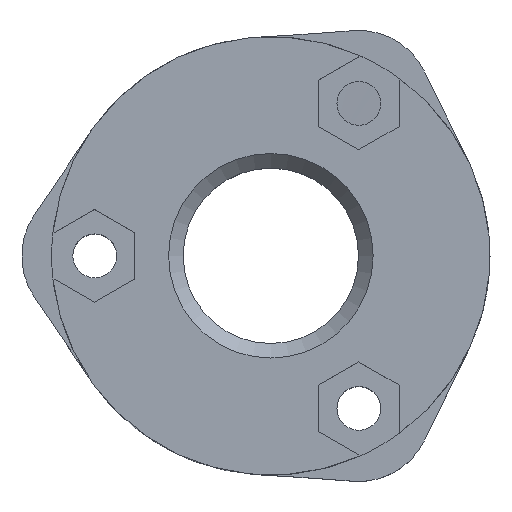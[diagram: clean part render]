
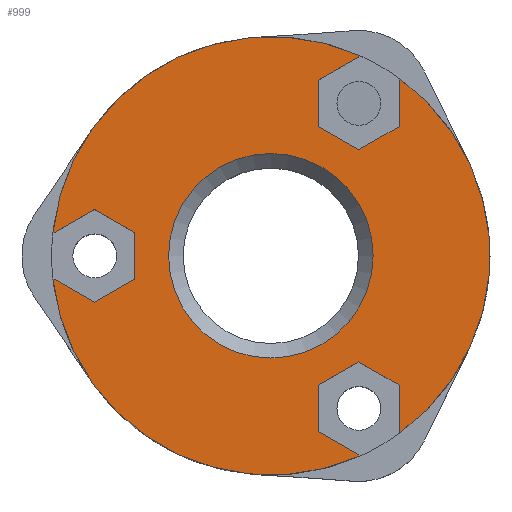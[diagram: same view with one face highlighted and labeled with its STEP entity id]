
A CAD part, top view. The second image highlights one B-rep face of the part: STEP entity #999.
In plain terms, the highlighted planar face has unit normal (0, 0, 1).
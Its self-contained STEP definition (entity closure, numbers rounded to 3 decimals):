
#19=FACE_BOUND('',#137,.T.);
#28=PLANE('',#1071);
#81=FACE_OUTER_BOUND('',#136,.T.);
#136=EDGE_LOOP('',(#697,#698,#699,#700,#701,#702,#703,#704,#705,#706,#707,
#708,#709,#710,#711,#712,#713,#714,#715,#716,#717,#718,#719,#720));
#137=EDGE_LOOP('',(#721));
#200=LINE('',#1509,#291);
#201=LINE('',#1511,#292);
#202=LINE('',#1513,#293);
#203=LINE('',#1515,#294);
#204=LINE('',#1517,#295);
#205=LINE('',#1519,#296);
#206=LINE('',#1521,#297);
#207=LINE('',#1525,#298);
#208=LINE('',#1527,#299);
#209=LINE('',#1529,#300);
#210=LINE('',#1531,#301);
#211=LINE('',#1533,#302);
#212=LINE('',#1535,#303);
#213=LINE('',#1537,#304);
#214=LINE('',#1541,#305);
#215=LINE('',#1543,#306);
#216=LINE('',#1545,#307);
#217=LINE('',#1547,#308);
#218=LINE('',#1549,#309);
#219=LINE('',#1551,#310);
#220=LINE('',#1553,#311);
#291=VECTOR('',#1194,10.);
#292=VECTOR('',#1195,10.);
#293=VECTOR('',#1196,10.);
#294=VECTOR('',#1197,10.);
#295=VECTOR('',#1198,10.);
#296=VECTOR('',#1199,10.);
#297=VECTOR('',#1200,10.);
#298=VECTOR('',#1203,10.);
#299=VECTOR('',#1204,10.);
#300=VECTOR('',#1205,10.);
#301=VECTOR('',#1206,10.);
#302=VECTOR('',#1207,10.);
#303=VECTOR('',#1208,10.);
#304=VECTOR('',#1209,10.);
#305=VECTOR('',#1212,10.);
#306=VECTOR('',#1213,10.);
#307=VECTOR('',#1214,10.);
#308=VECTOR('',#1215,10.);
#309=VECTOR('',#1216,10.);
#310=VECTOR('',#1217,10.);
#311=VECTOR('',#1218,10.);
#380=CIRCLE('',#1067,7.);
#383=CIRCLE('',#1072,15.);
#384=CIRCLE('',#1073,15.);
#385=CIRCLE('',#1074,15.);
#437=VERTEX_POINT('',#1497);
#440=VERTEX_POINT('',#1507);
#441=VERTEX_POINT('',#1508);
#442=VERTEX_POINT('',#1510);
#443=VERTEX_POINT('',#1512);
#444=VERTEX_POINT('',#1514);
#445=VERTEX_POINT('',#1516);
#446=VERTEX_POINT('',#1518);
#447=VERTEX_POINT('',#1520);
#448=VERTEX_POINT('',#1522);
#449=VERTEX_POINT('',#1524);
#450=VERTEX_POINT('',#1526);
#451=VERTEX_POINT('',#1528);
#452=VERTEX_POINT('',#1530);
#453=VERTEX_POINT('',#1532);
#454=VERTEX_POINT('',#1534);
#455=VERTEX_POINT('',#1536);
#456=VERTEX_POINT('',#1538);
#457=VERTEX_POINT('',#1540);
#458=VERTEX_POINT('',#1542);
#459=VERTEX_POINT('',#1544);
#460=VERTEX_POINT('',#1546);
#461=VERTEX_POINT('',#1548);
#462=VERTEX_POINT('',#1550);
#463=VERTEX_POINT('',#1552);
#537=EDGE_CURVE('',#437,#437,#380,.T.);
#542=EDGE_CURVE('',#440,#441,#200,.T.);
#543=EDGE_CURVE('',#442,#440,#201,.T.);
#544=EDGE_CURVE('',#443,#442,#202,.T.);
#545=EDGE_CURVE('',#444,#443,#203,.T.);
#546=EDGE_CURVE('',#445,#444,#204,.T.);
#547=EDGE_CURVE('',#446,#445,#205,.T.);
#548=EDGE_CURVE('',#447,#446,#206,.T.);
#549=EDGE_CURVE('',#448,#447,#383,.T.);
#550=EDGE_CURVE('',#449,#448,#207,.T.);
#551=EDGE_CURVE('',#450,#449,#208,.T.);
#552=EDGE_CURVE('',#451,#450,#209,.T.);
#553=EDGE_CURVE('',#452,#451,#210,.T.);
#554=EDGE_CURVE('',#453,#452,#211,.T.);
#555=EDGE_CURVE('',#454,#453,#212,.T.);
#556=EDGE_CURVE('',#455,#454,#213,.T.);
#557=EDGE_CURVE('',#456,#455,#384,.T.);
#558=EDGE_CURVE('',#457,#456,#214,.T.);
#559=EDGE_CURVE('',#458,#457,#215,.T.);
#560=EDGE_CURVE('',#459,#458,#216,.T.);
#561=EDGE_CURVE('',#460,#459,#217,.T.);
#562=EDGE_CURVE('',#461,#460,#218,.T.);
#563=EDGE_CURVE('',#462,#461,#219,.T.);
#564=EDGE_CURVE('',#463,#462,#220,.T.);
#565=EDGE_CURVE('',#441,#463,#385,.T.);
#697=ORIENTED_EDGE('',*,*,#542,.F.);
#698=ORIENTED_EDGE('',*,*,#543,.F.);
#699=ORIENTED_EDGE('',*,*,#544,.F.);
#700=ORIENTED_EDGE('',*,*,#545,.F.);
#701=ORIENTED_EDGE('',*,*,#546,.F.);
#702=ORIENTED_EDGE('',*,*,#547,.F.);
#703=ORIENTED_EDGE('',*,*,#548,.F.);
#704=ORIENTED_EDGE('',*,*,#549,.F.);
#705=ORIENTED_EDGE('',*,*,#550,.F.);
#706=ORIENTED_EDGE('',*,*,#551,.F.);
#707=ORIENTED_EDGE('',*,*,#552,.F.);
#708=ORIENTED_EDGE('',*,*,#553,.F.);
#709=ORIENTED_EDGE('',*,*,#554,.F.);
#710=ORIENTED_EDGE('',*,*,#555,.F.);
#711=ORIENTED_EDGE('',*,*,#556,.F.);
#712=ORIENTED_EDGE('',*,*,#557,.F.);
#713=ORIENTED_EDGE('',*,*,#558,.F.);
#714=ORIENTED_EDGE('',*,*,#559,.F.);
#715=ORIENTED_EDGE('',*,*,#560,.F.);
#716=ORIENTED_EDGE('',*,*,#561,.F.);
#717=ORIENTED_EDGE('',*,*,#562,.F.);
#718=ORIENTED_EDGE('',*,*,#563,.F.);
#719=ORIENTED_EDGE('',*,*,#564,.F.);
#720=ORIENTED_EDGE('',*,*,#565,.F.);
#721=ORIENTED_EDGE('',*,*,#537,.F.);
#999=ADVANCED_FACE('',(#81,#19),#28,.T.);
#1067=AXIS2_PLACEMENT_3D('',#1498,#1182,#1183);
#1071=AXIS2_PLACEMENT_3D('',#1506,#1192,#1193);
#1072=AXIS2_PLACEMENT_3D('',#1523,#1201,#1202);
#1073=AXIS2_PLACEMENT_3D('',#1539,#1210,#1211);
#1074=AXIS2_PLACEMENT_3D('',#1554,#1219,#1220);
#1182=DIRECTION('center_axis',(0.,0.,1.));
#1183=DIRECTION('ref_axis',(-1.,0.,0.));
#1192=DIRECTION('center_axis',(0.,0.,1.));
#1193=DIRECTION('ref_axis',(1.,0.,0.));
#1194=DIRECTION('',(-1.,0.,0.));
#1195=DIRECTION('',(-0.866,-0.5,0.));
#1196=DIRECTION('',(-0.866,0.5,0.));
#1197=DIRECTION('',(0.,1.,0.));
#1198=DIRECTION('',(0.866,0.5,0.));
#1199=DIRECTION('',(0.866,-0.5,0.));
#1200=DIRECTION('',(1.,0.,0.));
#1201=DIRECTION('center_axis',(0.,0.,-1.));
#1202=DIRECTION('ref_axis',(1.,0.,0.));
#1203=DIRECTION('',(0.5,-0.866,0.));
#1204=DIRECTION('',(0.866,-0.5,0.));
#1205=DIRECTION('',(0.,-1.,0.));
#1206=DIRECTION('',(-0.866,-0.5,0.));
#1207=DIRECTION('',(-0.866,0.5,0.));
#1208=DIRECTION('',(0.,1.,0.));
#1209=DIRECTION('',(-0.5,0.866,0.));
#1210=DIRECTION('center_axis',(0.,0.,-1.));
#1211=DIRECTION('ref_axis',(1.,0.,0.));
#1212=DIRECTION('',(0.5,0.866,0.));
#1213=DIRECTION('',(0.,1.,0.));
#1214=DIRECTION('',(0.866,0.5,0.));
#1215=DIRECTION('',(0.866,-0.5,0.));
#1216=DIRECTION('',(0.,-1.,0.));
#1217=DIRECTION('',(-0.866,-0.5,0.));
#1218=DIRECTION('',(-0.5,-0.866,0.));
#1219=DIRECTION('center_axis',(0.,0.,-1.));
#1220=DIRECTION('ref_axis',(1.,0.,0.));
#1497=CARTESIAN_POINT('',(87.011,0.,-34.365));
#1498=CARTESIAN_POINT('Origin',(80.011,0.,-34.365));
#1506=CARTESIAN_POINT('Origin',(80.011,0.,-34.365));
#1507=CARTESIAN_POINT('',(65.211,1.588,-34.365));
#1508=CARTESIAN_POINT('',(65.095,1.588,-34.365));
#1509=CARTESIAN_POINT('',(72.611,1.588,-34.365));
#1510=CARTESIAN_POINT('',(67.961,3.175,-34.365));
#1511=CARTESIAN_POINT('',(70.417,4.594,-34.365));
#1512=CARTESIAN_POINT('',(70.711,1.588,-34.365));
#1513=CARTESIAN_POINT('',(73.167,0.17,-34.365));
#1514=CARTESIAN_POINT('',(70.711,-1.588,-34.365));
#1515=CARTESIAN_POINT('',(70.711,0.794,-34.365));
#1516=CARTESIAN_POINT('',(67.961,-3.175,-34.365));
#1517=CARTESIAN_POINT('',(74.542,0.624,-34.365));
#1518=CARTESIAN_POINT('',(65.211,-1.588,-34.365));
#1519=CARTESIAN_POINT('',(80.83,-10.605,-34.365));
#1520=CARTESIAN_POINT('',(65.095,-1.588,-34.365));
#1521=CARTESIAN_POINT('',(72.611,-1.588,-34.365));
#1522=CARTESIAN_POINT('',(86.094,-13.711,-34.365));
#1523=CARTESIAN_POINT('Origin',(80.011,0.,-34.365));
#1524=CARTESIAN_POINT('',(86.036,-13.611,-34.365));
#1525=CARTESIAN_POINT('',(82.336,-7.202,-34.365));
#1526=CARTESIAN_POINT('',(83.286,-12.023,-34.365));
#1527=CARTESIAN_POINT('',(80.83,-10.605,-34.365));
#1528=CARTESIAN_POINT('',(83.286,-8.848,-34.365));
#1529=CARTESIAN_POINT('',(83.286,-6.012,-34.365));
#1530=CARTESIAN_POINT('',(86.036,-7.26,-34.365));
#1531=CARTESIAN_POINT('',(83.974,-8.451,-34.365));
#1532=CARTESIAN_POINT('',(88.786,-8.848,-34.365));
#1533=CARTESIAN_POINT('',(82.205,-5.048,-34.365));
#1534=CARTESIAN_POINT('',(88.786,-12.023,-34.365));
#1535=CARTESIAN_POINT('',(88.786,6.012,-34.365));
#1536=CARTESIAN_POINT('',(88.844,-12.124,-34.365));
#1537=CARTESIAN_POINT('',(85.086,-5.615,-34.365));
#1538=CARTESIAN_POINT('',(88.844,12.124,-34.365));
#1539=CARTESIAN_POINT('Origin',(80.011,0.,-34.365));
#1540=CARTESIAN_POINT('',(88.786,12.023,-34.365));
#1541=CARTESIAN_POINT('',(85.086,5.615,-34.365));
#1542=CARTESIAN_POINT('',(88.786,8.848,-34.365));
#1543=CARTESIAN_POINT('',(88.786,6.012,-34.365));
#1544=CARTESIAN_POINT('',(86.036,7.26,-34.365));
#1545=CARTESIAN_POINT('',(83.58,5.842,-34.365));
#1546=CARTESIAN_POINT('',(83.286,8.848,-34.365));
#1547=CARTESIAN_POINT('',(85.349,7.657,-34.365));
#1548=CARTESIAN_POINT('',(83.286,12.023,-34.365));
#1549=CARTESIAN_POINT('',(83.286,4.424,-34.365));
#1550=CARTESIAN_POINT('',(86.036,13.611,-34.365));
#1551=CARTESIAN_POINT('',(70.417,4.594,-34.365));
#1552=CARTESIAN_POINT('',(86.094,13.711,-34.365));
#1553=CARTESIAN_POINT('',(82.336,7.202,-34.365));
#1554=CARTESIAN_POINT('Origin',(80.011,0.,-34.365));
